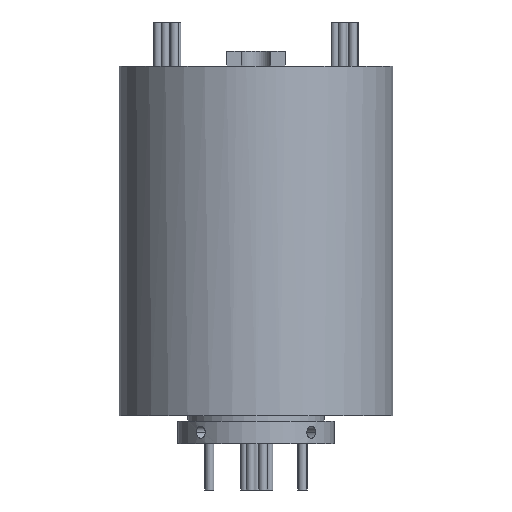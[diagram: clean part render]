
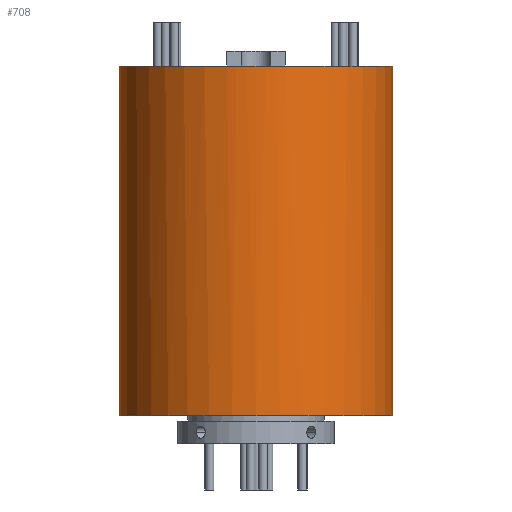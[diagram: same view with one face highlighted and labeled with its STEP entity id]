
A CAD part, front view. The second image highlights one B-rep face of the part: STEP entity #708.
In plain terms, the highlighted cylindrical face has radius 28 mm (diameter 56 mm), a partial arc.
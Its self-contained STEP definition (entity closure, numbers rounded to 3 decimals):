
#18 = CARTESIAN_POINT ( 'NONE',  ( 0., 0., 5.7 ) ) ;
#332 = CARTESIAN_POINT ( 'NONE',  ( 0., 0., 77.2 ) ) ;
#627 = DIRECTION ( 'NONE',  ( 1., 0., 0. ) ) ;
#708 = ADVANCED_FACE ( 'NONE', ( #3224 ), #999, .T. ) ;
#999 = CYLINDRICAL_SURFACE ( 'NONE', #6009, 28. ) ;
#1004 = CARTESIAN_POINT ( 'NONE',  ( 0., 0., 77.2 ) ) ;
#1138 = EDGE_CURVE ( 'NONE', #3805, #4836, #4553, .T. ) ;
#1176 = CARTESIAN_POINT ( 'NONE',  ( 0., 0., 77.2 ) ) ;
#1442 = CARTESIAN_POINT ( 'NONE',  ( 28., 0., 77.2 ) ) ;
#1468 = ORIENTED_EDGE ( 'NONE', *, *, #6439, .T. ) ;
#1480 = DIRECTION ( 'NONE',  ( 0., 0., -1. ) ) ;
#1484 = ORIENTED_EDGE ( 'NONE', *, *, #1138, .F. ) ;
#1608 = DIRECTION ( 'NONE',  ( 1., 0., 0. ) ) ;
#1690 = CARTESIAN_POINT ( 'NONE',  ( 0., 0., 77.2 ) ) ;
#1781 = DIRECTION ( 'NONE',  ( 1., 0., 0. ) ) ;
#1790 = CARTESIAN_POINT ( 'NONE',  ( 0., 0., 77.2 ) ) ;
#2115 = ORIENTED_EDGE ( 'NONE', *, *, #2716, .T. ) ;
#2117 = DIRECTION ( 'NONE',  ( 0., 0., -1. ) ) ;
#2138 = EDGE_CURVE ( 'NONE', #2257, #5538, #6464, .T. ) ;
#2181 = ORIENTED_EDGE ( 'NONE', *, *, #6416, .F. ) ;
#2235 = AXIS2_PLACEMENT_3D ( 'NONE', #1176, #5347, #1781 ) ;
#2257 = VERTEX_POINT ( 'NONE', #6515 ) ;
#2284 = DIRECTION ( 'NONE',  ( 1., 0., 0. ) ) ;
#2397 = DIRECTION ( 'NONE',  ( 1., 0., 0. ) ) ;
#2643 = EDGE_CURVE ( 'NONE', #6022, #3805, #5083, .T. ) ;
#2716 = EDGE_CURVE ( 'NONE', #3461, #6681, #6282, .T. ) ;
#2961 = VECTOR ( 'NONE', #1480, 1000. ) ;
#2982 = AXIS2_PLACEMENT_3D ( 'NONE', #1690, #5859, #2284 ) ;
#3044 = EDGE_LOOP ( 'NONE', ( #1484, #3399, #2181, #5281, #3780, #2115, #1468 ) ) ;
#3122 = VECTOR ( 'NONE', #6602, 1000. ) ;
#3224 = FACE_OUTER_BOUND ( 'NONE', #3044, .T. ) ;
#3376 = CIRCLE ( 'NONE', #5915, 28. ) ;
#3399 = ORIENTED_EDGE ( 'NONE', *, *, #2643, .F. ) ;
#3461 = VERTEX_POINT ( 'NONE', #4624 ) ;
#3780 = ORIENTED_EDGE ( 'NONE', *, *, #6821, .F. ) ;
#3805 = VERTEX_POINT ( 'NONE', #5262 ) ;
#3830 = AXIS2_PLACEMENT_3D ( 'NONE', #18, #4214, #627 ) ;
#3945 = CIRCLE ( 'NONE', #2235, 28. ) ;
#4214 = DIRECTION ( 'NONE',  ( 0., 0., 1. ) ) ;
#4255 = CARTESIAN_POINT ( 'NONE',  ( -28., 0., 77.2 ) ) ;
#4553 = LINE ( 'NONE', #1442, #2961 ) ;
#4624 = CARTESIAN_POINT ( 'NONE',  ( -28., 0., 77.2 ) ) ;
#4836 = VERTEX_POINT ( 'NONE', #5335 ) ;
#5083 = CIRCLE ( 'NONE', #5486, 28. ) ;
#5183 = DIRECTION ( 'NONE',  ( 0., 0., 1. ) ) ;
#5262 = CARTESIAN_POINT ( 'NONE',  ( 28., 0., 77.2 ) ) ;
#5281 = ORIENTED_EDGE ( 'NONE', *, *, #2138, .F. ) ;
#5330 = CIRCLE ( 'NONE', #3830, 28. ) ;
#5335 = CARTESIAN_POINT ( 'NONE',  ( 28., 0., 5.7 ) ) ;
#5347 = DIRECTION ( 'NONE',  ( 0., 0., 1. ) ) ;
#5486 = AXIS2_PLACEMENT_3D ( 'NONE', #1790, #5967, #2397 ) ;
#5538 = VERTEX_POINT ( 'NONE', #7449 ) ;
#5720 = CARTESIAN_POINT ( 'NONE',  ( -28., 0., 5.7 ) ) ;
#5859 = DIRECTION ( 'NONE',  ( 0., 0., 1. ) ) ;
#5915 = AXIS2_PLACEMENT_3D ( 'NONE', #1004, #5183, #1608 ) ;
#5967 = DIRECTION ( 'NONE',  ( 0., 0., 1. ) ) ;
#6009 = AXIS2_PLACEMENT_3D ( 'NONE', #332, #2117, #6278 ) ;
#6022 = VERTEX_POINT ( 'NONE', #7200 ) ;
#6278 = DIRECTION ( 'NONE',  ( -1., 0., 0. ) ) ;
#6282 = LINE ( 'NONE', #4255, #3122 ) ;
#6416 = EDGE_CURVE ( 'NONE', #5538, #6022, #3945, .T. ) ;
#6439 = EDGE_CURVE ( 'NONE', #6681, #4836, #5330, .T. ) ;
#6464 = CIRCLE ( 'NONE', #2982, 28. ) ;
#6515 = CARTESIAN_POINT ( 'NONE',  ( -6., -27.35, 77.2 ) ) ;
#6602 = DIRECTION ( 'NONE',  ( 0., 0., -1. ) ) ;
#6681 = VERTEX_POINT ( 'NONE', #5720 ) ;
#6821 = EDGE_CURVE ( 'NONE', #3461, #2257, #3376, .T. ) ;
#7200 = CARTESIAN_POINT ( 'NONE',  ( 6., -27.35, 77.2 ) ) ;
#7449 = CARTESIAN_POINT ( 'NONE',  ( 0., -28., 77.2 ) ) ;
